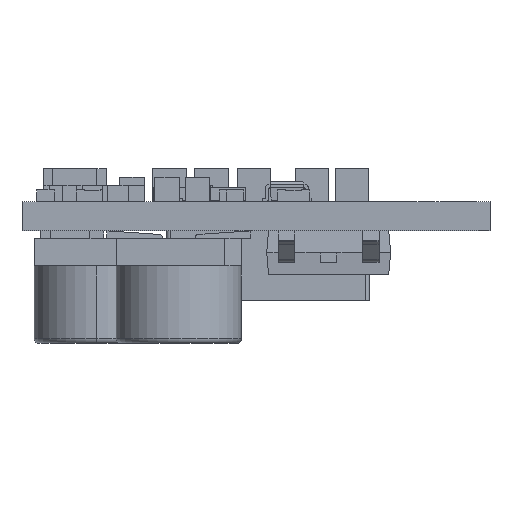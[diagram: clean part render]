
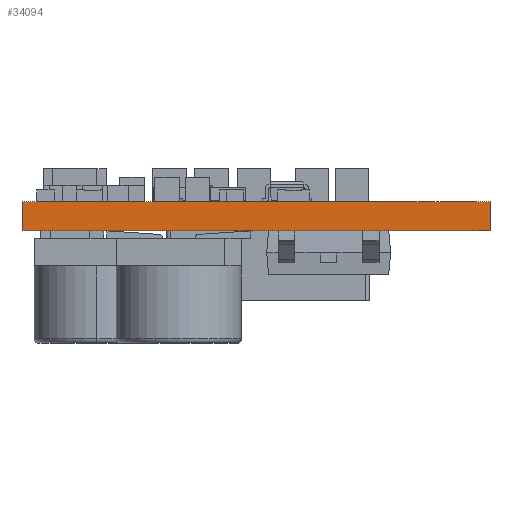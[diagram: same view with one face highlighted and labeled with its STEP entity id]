
A CAD part, left-side view. The second image highlights one B-rep face of the part: STEP entity #34094.
In plain terms, the highlighted planar face has unit normal (-1, 0, 0).
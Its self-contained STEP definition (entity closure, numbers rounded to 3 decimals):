
#102 = DIRECTION ( 'NONE',  ( 0., 0., -1. ) ) ;
#874 = ORIENTED_EDGE ( 'NONE', *, *, #22040, .T. ) ;
#945 = LINE ( 'NONE', #56852, #24112 ) ;
#2440 = LINE ( 'NONE', #43417, #56921 ) ;
#5158 = CARTESIAN_POINT ( 'NONE',  ( 0., 25.4, 1.575 ) ) ;
#5245 = CARTESIAN_POINT ( 'NONE',  ( 0., 25.4, 0. ) ) ;
#5766 = VECTOR ( 'NONE', #51952, 1000. ) ;
#8158 = EDGE_CURVE ( 'NONE', #56246, #45842, #23051, .T. ) ;
#8375 = PLANE ( 'NONE',  #46191 ) ;
#10186 = CARTESIAN_POINT ( 'NONE',  ( 0., 25.4, 1.575 ) ) ;
#14019 = DIRECTION ( 'NONE',  ( 1., 0., 0. ) ) ;
#15155 = LINE ( 'NONE', #43012, #5766 ) ;
#16472 = CARTESIAN_POINT ( 'NONE',  ( 0., 0., 1.575 ) ) ;
#16760 = FACE_OUTER_BOUND ( 'NONE', #18764, .T. ) ;
#18764 = EDGE_LOOP ( 'NONE', ( #33971, #38312, #28211, #874 ) ) ;
#22040 = EDGE_CURVE ( 'NONE', #56246, #53284, #2440, .T. ) ;
#23051 = LINE ( 'NONE', #39404, #39784 ) ;
#24112 = VECTOR ( 'NONE', #46870, 1000. ) ;
#28211 = ORIENTED_EDGE ( 'NONE', *, *, #8158, .F. ) ;
#33971 = ORIENTED_EDGE ( 'NONE', *, *, #52860, .T. ) ;
#34094 = ADVANCED_FACE ( 'NONE', ( #16760 ), #8375, .F. ) ;
#34933 = DIRECTION ( 'NONE',  ( 0., -1., 0. ) ) ;
#38312 = ORIENTED_EDGE ( 'NONE', *, *, #55883, .F. ) ;
#38366 = VERTEX_POINT ( 'NONE', #52292 ) ;
#39404 = CARTESIAN_POINT ( 'NONE',  ( 0., 25.4, 1.575 ) ) ;
#39784 = VECTOR ( 'NONE', #34933, 1000. ) ;
#43012 = CARTESIAN_POINT ( 'NONE',  ( 0., 0., 1.575 ) ) ;
#43417 = CARTESIAN_POINT ( 'NONE',  ( 0., 25.4, 1.575 ) ) ;
#45842 = VERTEX_POINT ( 'NONE', #16472 ) ;
#46191 = AXIS2_PLACEMENT_3D ( 'NONE', #5158, #14019, #102 ) ;
#46870 = DIRECTION ( 'NONE',  ( 0., -1., 0. ) ) ;
#47847 = DIRECTION ( 'NONE',  ( 0., 0., -1. ) ) ;
#51952 = DIRECTION ( 'NONE',  ( 0., 0., -1. ) ) ;
#52292 = CARTESIAN_POINT ( 'NONE',  ( 0., 0., 0. ) ) ;
#52860 = EDGE_CURVE ( 'NONE', #53284, #38366, #945, .T. ) ;
#53284 = VERTEX_POINT ( 'NONE', #5245 ) ;
#55883 = EDGE_CURVE ( 'NONE', #45842, #38366, #15155, .T. ) ;
#56246 = VERTEX_POINT ( 'NONE', #10186 ) ;
#56852 = CARTESIAN_POINT ( 'NONE',  ( 0., 25.4, 0. ) ) ;
#56921 = VECTOR ( 'NONE', #47847, 1000. ) ;
